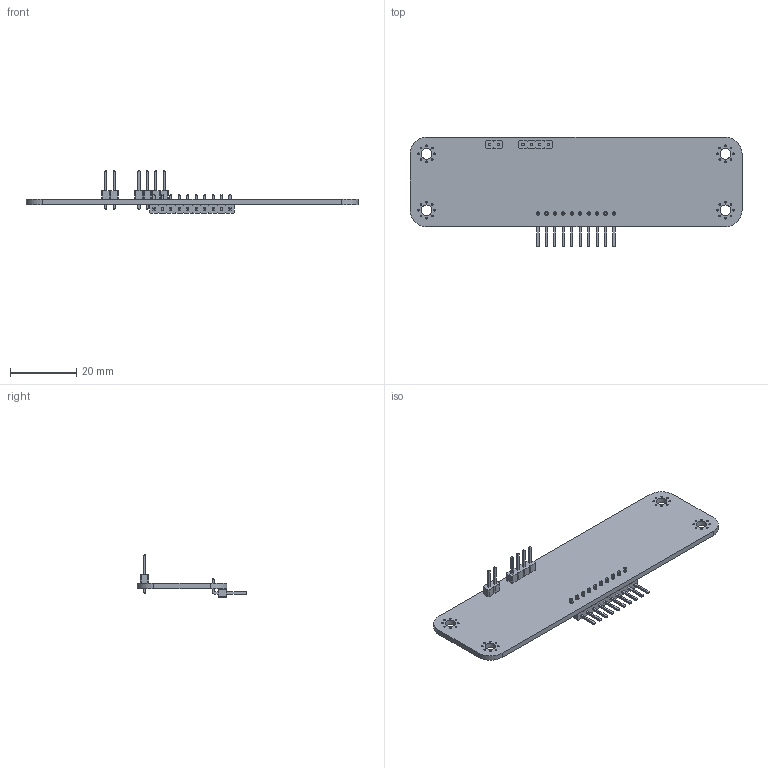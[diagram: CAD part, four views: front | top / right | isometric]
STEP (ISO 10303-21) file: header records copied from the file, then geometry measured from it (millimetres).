
FILE_DESCRIPTION(('KiCad electronic assembly'),'2;1');
FILE_NAME('inuk-passive-led-shield.step','2020-04-18T19:31:03',( 'An Author'),('A Company'),'Open CASCADE STEP processor 6.9', 'KiCad to STEP converter','Unknown');
FILE_SCHEMA(('AUTOMOTIVE_DESIGN { 1 0 10303 214 1 1 1 1 }'));
Length unit declared in the file: millimetre
Products named in the file (9): Open CASCADE STEP translator 6.9 1; LED_1W_3W_R8; PinHeader_1x02_P2.54mm_Vertical; SOLID; PinHeader_1x10_P2.54mm_Horizontal; PinHeader_1x04_P2.54mm_Vertical; COMPOUND
Assembly tree (12 placements, depth 3):
  Open CASCADE STEP translator 6.9 1
    LED_1W_3W_R8  x5
    PinHeader_1x02_P2.54mm_Vertical
      SOLID
    PinHeader_1x10_P2.54mm_Horizontal
      SOLID
    PinHeader_1x04_P2.54mm_Vertical
      SOLID
    COMPOUND
Bounding box: 100 x 33.01 x 12.78 mm (x, y, z)
Volume: 4529.9 mm3; surface area: 6756.7 mm2
Topology: 4 solids, 4 shells, 488 faces, 1216 edges, 768 vertices
Faces by surface type: plane 422, cylinder 66
Full cylindrical faces by diameter (mm): 0.5 x32, 1 x16, 3.2 x4
Entity records: 33370 total; most frequent: CARTESIAN_POINT 4917, DIRECTION 4782, LINE 3384, VECTOR 3384, ORIENTED_EDGE 2432, PCURVE 2432, DEFINITIONAL_REPRESENTATION 2432, EDGE_CURVE 1216
